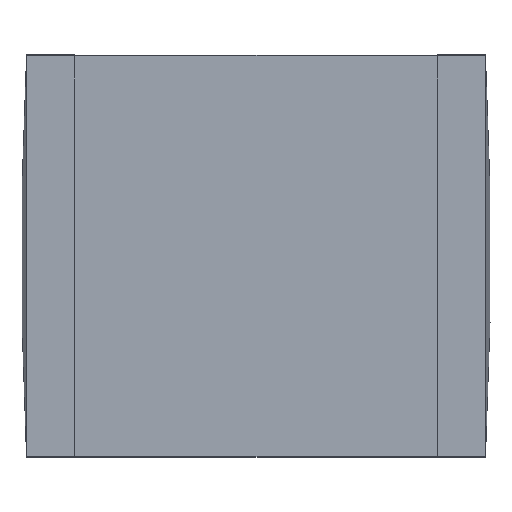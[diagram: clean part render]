
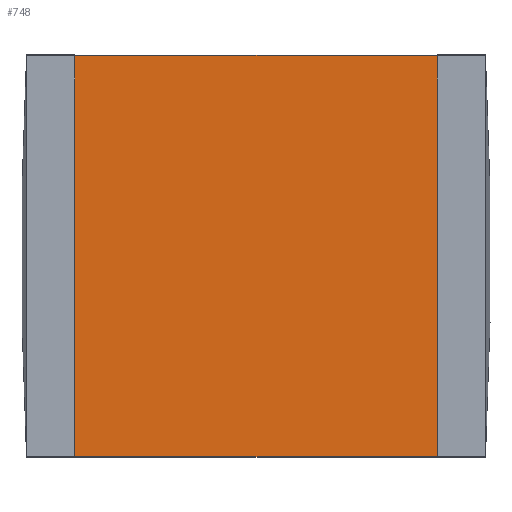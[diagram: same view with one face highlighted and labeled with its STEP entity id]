
A CAD part, top view. The second image highlights one B-rep face of the part: STEP entity #748.
In plain terms, the highlighted planar face has unit normal (0, 0, 1).
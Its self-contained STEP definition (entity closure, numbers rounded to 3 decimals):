
#44 = EDGE_CURVE ( 'NONE', #1264, #1043, #574, .T. ) ;
#68 = EDGE_CURVE ( 'NONE', #1643, #1335, #732, .T. ) ;
#69 = PLANE ( 'NONE',  #671 ) ;
#105 = CARTESIAN_POINT ( 'NONE',  ( -2.845, -2.495, 2.395 ) ) ;
#182 = DIRECTION ( 'NONE',  ( 1., 0., 0. ) ) ;
#187 = CARTESIAN_POINT ( 'NONE',  ( -500000., 2.49, 2.395 ) ) ;
#235 = DIRECTION ( 'NONE',  ( 0., 1., 0. ) ) ;
#255 = ORIENTED_EDGE ( 'NONE', *, *, #44, .F. ) ;
#365 = ORIENTED_EDGE ( 'NONE', *, *, #1285, .T. ) ;
#476 = VECTOR ( 'NONE', #877, 1000. ) ;
#495 = CARTESIAN_POINT ( 'NONE',  ( 2.845, -2.495, 2.395 ) ) ;
#574 = LINE ( 'NONE', #721, #693 ) ;
#602 = EDGE_LOOP ( 'NONE', ( #255, #365, #1668, #1453 ) ) ;
#618 = VECTOR ( 'NONE', #1775, 1000. ) ;
#636 = DIRECTION ( 'NONE',  ( 0., 0., 1. ) ) ;
#671 = AXIS2_PLACEMENT_3D ( 'NONE', #187, #636, #1472 ) ;
#693 = VECTOR ( 'NONE', #182, 1000. ) ;
#696 = CARTESIAN_POINT ( 'NONE',  ( -2.845, 2.49, 2.395 ) ) ;
#721 = CARTESIAN_POINT ( 'NONE',  ( -500000., 2.49, 2.395 ) ) ;
#732 = LINE ( 'NONE', #749, #476 ) ;
#748 = ADVANCED_FACE ( 'NONE', ( #908 ), #69, .T. ) ;
#749 = CARTESIAN_POINT ( 'NONE',  ( -500000., -2.495, 2.395 ) ) ;
#771 = CARTESIAN_POINT ( 'NONE',  ( 2.845, 2.49, 2.395 ) ) ;
#826 = CARTESIAN_POINT ( 'NONE',  ( -2.845, 0., 2.395 ) ) ;
#877 = DIRECTION ( 'NONE',  ( -1., 0., 0. ) ) ;
#908 = FACE_OUTER_BOUND ( 'NONE', #602, .T. ) ;
#925 = LINE ( 'NONE', #826, #618 ) ;
#1043 = VERTEX_POINT ( 'NONE', #771 ) ;
#1073 = LINE ( 'NONE', #1508, #1364 ) ;
#1264 = VERTEX_POINT ( 'NONE', #696 ) ;
#1285 = EDGE_CURVE ( 'NONE', #1264, #1335, #925, .T. ) ;
#1335 = VERTEX_POINT ( 'NONE', #105 ) ;
#1364 = VECTOR ( 'NONE', #235, 1000. ) ;
#1380 = EDGE_CURVE ( 'NONE', #1643, #1043, #1073, .T. ) ;
#1453 = ORIENTED_EDGE ( 'NONE', *, *, #1380, .T. ) ;
#1472 = DIRECTION ( 'NONE',  ( 0., -1., 0. ) ) ;
#1508 = CARTESIAN_POINT ( 'NONE',  ( 2.845, 0., 2.395 ) ) ;
#1643 = VERTEX_POINT ( 'NONE', #495 ) ;
#1668 = ORIENTED_EDGE ( 'NONE', *, *, #68, .F. ) ;
#1775 = DIRECTION ( 'NONE',  ( 0., -1., 0. ) ) ;
